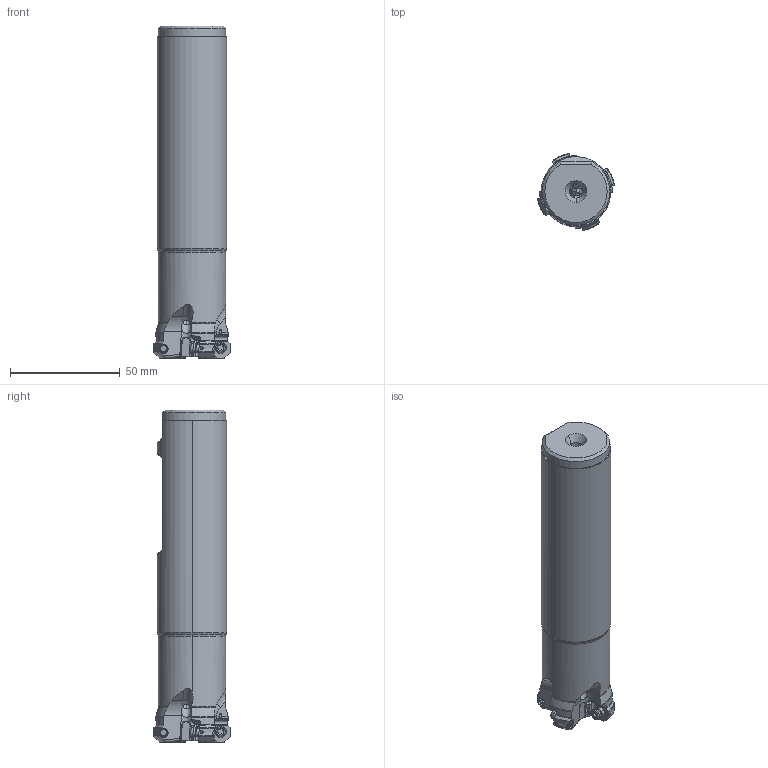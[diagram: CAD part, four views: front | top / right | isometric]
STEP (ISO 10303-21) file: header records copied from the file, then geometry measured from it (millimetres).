
FILE_DESCRIPTION(/* description */ (''),/* implementation_level */ '2;1');
FILE_NAME(/* name */ 'ARP6UPR2404FA20M.stp',/* time_stamp */ '2017-10-10T11:45:50+09:00',/* author */ (''),/* organization */ (''),/* preprocessor_version */ 'ST-DEVELOPER v16',/* originating_system */ 'SIEMENS PLM Software NX 10.0',/* authorisation */ '');
FILE_SCHEMA (('AUTOMOTIVE_DESIGN { 1 0 10303 214 3 1 1 1 }'));
Length unit declared in the file: millimetre
Products named in the file (1): ARP6UPR2404FA20M_ASM
Bounding box: 35.05 x 35.05 x 151.28 mm (x, y, z)
Volume: 105929.5 mm3; surface area: 20682.8 mm2
Topology: 5 solids, 5 shells, 557 faces, 1478 edges, 938 vertices
Faces by surface type: cylinder 197, plane 133, cone 77, torus 74, bspline 40, sphere 20, extrusion 16
Entity records: 25973 total; most frequent: CARTESIAN_POINT 12620, ORIENTED_EDGE 2932, DIRECTION 2565, EDGE_CURVE 1466, AXIS2_PLACEMENT_3D 1046, VERTEX_POINT 938, EDGE_LOOP 592, ADVANCED_FACE 557
